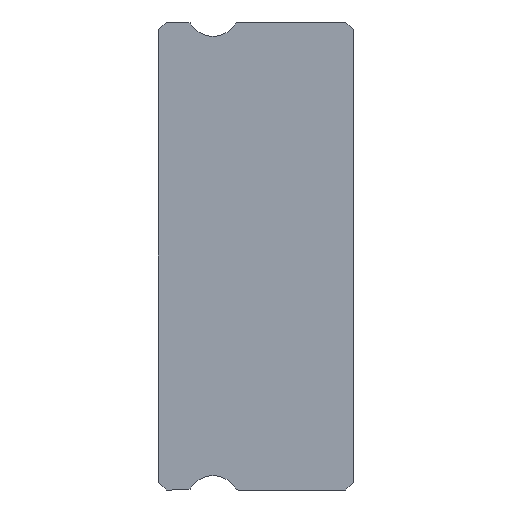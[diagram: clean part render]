
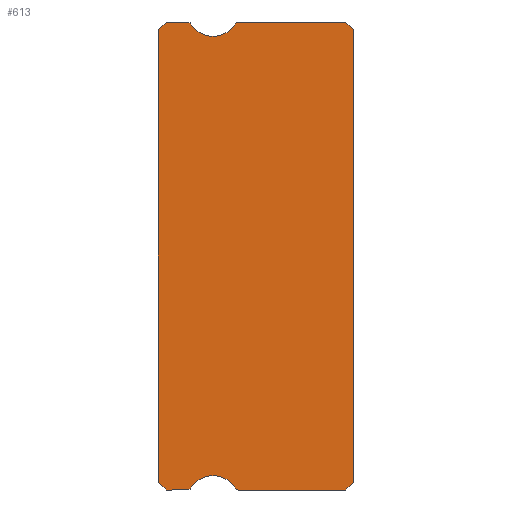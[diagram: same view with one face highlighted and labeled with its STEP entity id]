
A CAD part, left-side view. The second image highlights one B-rep face of the part: STEP entity #613.
In plain terms, the highlighted planar face has unit normal (-1, 0, 0).
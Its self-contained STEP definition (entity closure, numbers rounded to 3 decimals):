
#3 = CARTESIAN_POINT ( 'NONE',  ( -15., 7.2, -9. ) ) ;
#16 = CARTESIAN_POINT ( 'NONE',  ( -15., 6.381, -9. ) ) ;
#25 = VERTEX_POINT ( 'NONE', #89 ) ;
#61 = VERTEX_POINT ( 'NONE', #1217 ) ;
#66 = DIRECTION ( 'NONE',  ( 0., 0., -1. ) ) ;
#85 = DIRECTION ( 'NONE',  ( 1., 0., 0. ) ) ;
#89 = CARTESIAN_POINT ( 'NONE',  ( -15., 4.547, 8.928 ) ) ;
#90 = ORIENTED_EDGE ( 'NONE', *, *, #220, .T. ) ;
#103 = CIRCLE ( 'NONE', #1301, 0.15 ) ;
#104 = CARTESIAN_POINT ( 'NONE',  ( -15., 6.253, 8.928 ) ) ;
#123 = DIRECTION ( 'NONE',  ( 0., -1., 0. ) ) ;
#133 = CARTESIAN_POINT ( 'NONE',  ( -15., 6.381, -9. ) ) ;
#140 = VERTEX_POINT ( 'NONE', #493 ) ;
#142 = DIRECTION ( 'NONE',  ( 1., 0., 0. ) ) ;
#151 = CARTESIAN_POINT ( 'NONE',  ( -15., 0.3, -9. ) ) ;
#156 = VECTOR ( 'NONE', #910, 1000. ) ;
#175 = DIRECTION ( 'NONE',  ( 0., 0., -1. ) ) ;
#187 = CARTESIAN_POINT ( 'NONE',  ( -15., 0., -8.7 ) ) ;
#207 = VECTOR ( 'NONE', #123, 1000. ) ;
#219 = ORIENTED_EDGE ( 'NONE', *, *, #869, .F. ) ;
#220 = EDGE_CURVE ( 'NONE', #140, #655, #520, .T. ) ;
#226 = CIRCLE ( 'NONE', #1072, 0.15 ) ;
#229 = AXIS2_PLACEMENT_3D ( 'NONE', #642, #1250, #394 ) ;
#239 = DIRECTION ( 'NONE',  ( 0., 0., 1. ) ) ;
#254 = LINE ( 'NONE', #750, #598 ) ;
#255 = DIRECTION ( 'NONE',  ( 0., -1., 0. ) ) ;
#278 = CARTESIAN_POINT ( 'NONE',  ( -15., 6.381, -9. ) ) ;
#280 = AXIS2_PLACEMENT_3D ( 'NONE', #1274, #565, #175 ) ;
#297 = VERTEX_POINT ( 'NONE', #793 ) ;
#326 = CARTESIAN_POINT ( 'NONE',  ( -15., 5.4, 9.45 ) ) ;
#337 = CARTESIAN_POINT ( 'NONE',  ( -15., 0.3, 9. ) ) ;
#352 = AXIS2_PLACEMENT_3D ( 'NONE', #326, #1412, #66 ) ;
#356 = CARTESIAN_POINT ( 'NONE',  ( -15., 4.419, -9. ) ) ;
#388 = LINE ( 'NONE', #989, #207 ) ;
#394 = DIRECTION ( 'NONE',  ( 0., 0., -1. ) ) ;
#400 = CARTESIAN_POINT ( 'NONE',  ( -15., 5.4, 8.45 ) ) ;
#407 = ORIENTED_EDGE ( 'NONE', *, *, #810, .F. ) ;
#425 = EDGE_CURVE ( 'NONE', #854, #795, #1270, .T. ) ;
#430 = ORIENTED_EDGE ( 'NONE', *, *, #631, .F. ) ;
#438 = VECTOR ( 'NONE', #503, 1000. ) ;
#450 = CARTESIAN_POINT ( 'NONE',  ( -15., 6.253, -8.928 ) ) ;
#474 = EDGE_CURVE ( 'NONE', #601, #561, #226, .T. ) ;
#490 = CIRCLE ( 'NONE', #1494, 0.15 ) ;
#493 = CARTESIAN_POINT ( 'NONE',  ( -15., 6.381, 9. ) ) ;
#498 = DIRECTION ( 'NONE',  ( 0., 0., -1. ) ) ;
#503 = DIRECTION ( 'NONE',  ( 0., 0., 1. ) ) ;
#506 = CARTESIAN_POINT ( 'NONE',  ( -15., 4.419, -8.85 ) ) ;
#510 = AXIS2_PLACEMENT_3D ( 'NONE', #924, #85, #665 ) ;
#513 = ORIENTED_EDGE ( 'NONE', *, *, #425, .F. ) ;
#520 = LINE ( 'NONE', #870, #1588 ) ;
#523 = EDGE_CURVE ( 'NONE', #795, #1258, #593, .T. ) ;
#545 = VERTEX_POINT ( 'NONE', #400 ) ;
#557 = CARTESIAN_POINT ( 'NONE',  ( -15., 7.5, 8.7 ) ) ;
#561 = VERTEX_POINT ( 'NONE', #278 ) ;
#565 = DIRECTION ( 'NONE',  ( -1., 0., 0. ) ) ;
#581 = CARTESIAN_POINT ( 'NONE',  ( -15., 0., -8.7 ) ) ;
#593 = CIRCLE ( 'NONE', #903, 0.15 ) ;
#598 = VECTOR ( 'NONE', #239, 1000. ) ;
#600 = DIRECTION ( 'NONE',  ( 1., 0., 0. ) ) ;
#601 = VERTEX_POINT ( 'NONE', #450 ) ;
#608 = VERTEX_POINT ( 'NONE', #581 ) ;
#612 = EDGE_LOOP ( 'NONE', ( #407, #724, #1483, #735, #1328, #1223, #513, #219, #1430, #1420, #745, #911, #1547, #430, #1033, #90, #1564 ) ) ;
#613 = ADVANCED_FACE ( 'NONE', ( #705 ), #1531, .F. ) ;
#628 = LINE ( 'NONE', #3, #725 ) ;
#629 = DIRECTION ( 'NONE',  ( 0., 1., 0. ) ) ;
#631 = EDGE_CURVE ( 'NONE', #685, #545, #832, .T. ) ;
#639 = VECTOR ( 'NONE', #1555, 1000. ) ;
#642 = CARTESIAN_POINT ( 'NONE',  ( -15., 5.4, -9.45 ) ) ;
#655 = VERTEX_POINT ( 'NONE', #1306 ) ;
#665 = DIRECTION ( 'NONE',  ( 0., 0., -1. ) ) ;
#683 = LINE ( 'NONE', #187, #639 ) ;
#685 = VERTEX_POINT ( 'NONE', #104 ) ;
#705 = FACE_OUTER_BOUND ( 'NONE', #612, .T. ) ;
#724 = ORIENTED_EDGE ( 'NONE', *, *, #847, .T. ) ;
#725 = VECTOR ( 'NONE', #1256, 1000. ) ;
#728 = CIRCLE ( 'NONE', #280, 1. ) ;
#730 = VERTEX_POINT ( 'NONE', #845 ) ;
#735 = ORIENTED_EDGE ( 'NONE', *, *, #474, .F. ) ;
#745 = ORIENTED_EDGE ( 'NONE', *, *, #796, .F. ) ;
#748 = DIRECTION ( 'NONE',  ( 0., 0., -1. ) ) ;
#750 = CARTESIAN_POINT ( 'NONE',  ( -15., 0., 8.7 ) ) ;
#789 = VERTEX_POINT ( 'NONE', #1468 ) ;
#793 = CARTESIAN_POINT ( 'NONE',  ( -15., 0., 8.7 ) ) ;
#795 = VERTEX_POINT ( 'NONE', #356 ) ;
#796 = EDGE_CURVE ( 'NONE', #61, #1443, #388, .T. ) ;
#803 = VECTOR ( 'NONE', #1302, 1000. ) ;
#810 = EDGE_CURVE ( 'NONE', #901, #789, #1152, .T. ) ;
#832 = CIRCLE ( 'NONE', #352, 1. ) ;
#842 = EDGE_CURVE ( 'NONE', #730, #561, #874, .T. ) ;
#845 = CARTESIAN_POINT ( 'NONE',  ( -15., 7.2, -9. ) ) ;
#847 = EDGE_CURVE ( 'NONE', #901, #730, #628, .T. ) ;
#854 = VERTEX_POINT ( 'NONE', #151 ) ;
#869 = EDGE_CURVE ( 'NONE', #608, #854, #683, .T. ) ;
#870 = CARTESIAN_POINT ( 'NONE',  ( -15., 7.2, 9. ) ) ;
#874 = LINE ( 'NONE', #133, #980 ) ;
#876 = DIRECTION ( 'NONE',  ( 1., 0., 0. ) ) ;
#880 = CIRCLE ( 'NONE', #229, 1. ) ;
#901 = VERTEX_POINT ( 'NONE', #1045 ) ;
#903 = AXIS2_PLACEMENT_3D ( 'NONE', #506, #876, #1394 ) ;
#910 = DIRECTION ( 'NONE',  ( 0., 0.707, -0.707 ) ) ;
#911 = ORIENTED_EDGE ( 'NONE', *, *, #1521, .F. ) ;
#924 = CARTESIAN_POINT ( 'NONE',  ( -15., 6.381, 8.85 ) ) ;
#928 = EDGE_CURVE ( 'NONE', #1443, #297, #1417, .T. ) ;
#962 = CARTESIAN_POINT ( 'NONE',  ( -15., 6.381, 8.85 ) ) ;
#980 = VECTOR ( 'NONE', #255, 1000. ) ;
#988 = CARTESIAN_POINT ( 'NONE',  ( -15., 4.547, -8.928 ) ) ;
#989 = CARTESIAN_POINT ( 'NONE',  ( -15., 6.381, 9. ) ) ;
#1033 = ORIENTED_EDGE ( 'NONE', *, *, #1091, .F. ) ;
#1045 = CARTESIAN_POINT ( 'NONE',  ( -15., 7.5, -8.7 ) ) ;
#1072 = AXIS2_PLACEMENT_3D ( 'NONE', #1519, #142, #498 ) ;
#1091 = EDGE_CURVE ( 'NONE', #140, #685, #103, .T. ) ;
#1122 = CARTESIAN_POINT ( 'NONE',  ( -15., 4.419, 8.85 ) ) ;
#1152 = LINE ( 'NONE', #1475, #438 ) ;
#1217 = CARTESIAN_POINT ( 'NONE',  ( -15., 4.419, 9. ) ) ;
#1223 = ORIENTED_EDGE ( 'NONE', *, *, #523, .F. ) ;
#1233 = DIRECTION ( 'NONE',  ( 0., 0., -1. ) ) ;
#1235 = EDGE_CURVE ( 'NONE', #1258, #601, #880, .T. ) ;
#1250 = DIRECTION ( 'NONE',  ( -1., 0., 0. ) ) ;
#1256 = DIRECTION ( 'NONE',  ( 0., -0.707, -0.707 ) ) ;
#1258 = VERTEX_POINT ( 'NONE', #988 ) ;
#1270 = LINE ( 'NONE', #16, #1364 ) ;
#1272 = EDGE_CURVE ( 'NONE', #608, #297, #254, .T. ) ;
#1273 = DIRECTION ( 'NONE',  ( 0., 1., 0. ) ) ;
#1274 = CARTESIAN_POINT ( 'NONE',  ( -15., 5.4, 9.45 ) ) ;
#1294 = CARTESIAN_POINT ( 'NONE',  ( -15., 0.3, 9. ) ) ;
#1301 = AXIS2_PLACEMENT_3D ( 'NONE', #962, #600, #1233 ) ;
#1302 = DIRECTION ( 'NONE',  ( 0., -0.707, -0.707 ) ) ;
#1306 = CARTESIAN_POINT ( 'NONE',  ( -15., 7.2, 9. ) ) ;
#1328 = ORIENTED_EDGE ( 'NONE', *, *, #1235, .F. ) ;
#1364 = VECTOR ( 'NONE', #629, 1000. ) ;
#1375 = EDGE_CURVE ( 'NONE', #545, #25, #728, .T. ) ;
#1394 = DIRECTION ( 'NONE',  ( 0., 0., -1. ) ) ;
#1412 = DIRECTION ( 'NONE',  ( -1., 0., 0. ) ) ;
#1417 = LINE ( 'NONE', #1294, #803 ) ;
#1420 = ORIENTED_EDGE ( 'NONE', *, *, #928, .F. ) ;
#1430 = ORIENTED_EDGE ( 'NONE', *, *, #1272, .T. ) ;
#1433 = EDGE_CURVE ( 'NONE', #655, #789, #1435, .T. ) ;
#1435 = LINE ( 'NONE', #557, #156 ) ;
#1443 = VERTEX_POINT ( 'NONE', #337 ) ;
#1468 = CARTESIAN_POINT ( 'NONE',  ( -15., 7.5, 8.7 ) ) ;
#1475 = CARTESIAN_POINT ( 'NONE',  ( -15., 7.5, 8.85 ) ) ;
#1478 = DIRECTION ( 'NONE',  ( 1., 0., 0. ) ) ;
#1483 = ORIENTED_EDGE ( 'NONE', *, *, #842, .T. ) ;
#1494 = AXIS2_PLACEMENT_3D ( 'NONE', #1122, #1478, #748 ) ;
#1519 = CARTESIAN_POINT ( 'NONE',  ( -15., 6.381, -8.85 ) ) ;
#1521 = EDGE_CURVE ( 'NONE', #25, #61, #490, .T. ) ;
#1531 = PLANE ( 'NONE',  #510 ) ;
#1547 = ORIENTED_EDGE ( 'NONE', *, *, #1375, .F. ) ;
#1555 = DIRECTION ( 'NONE',  ( 0., 0.707, -0.707 ) ) ;
#1564 = ORIENTED_EDGE ( 'NONE', *, *, #1433, .T. ) ;
#1588 = VECTOR ( 'NONE', #1273, 1000. ) ;
